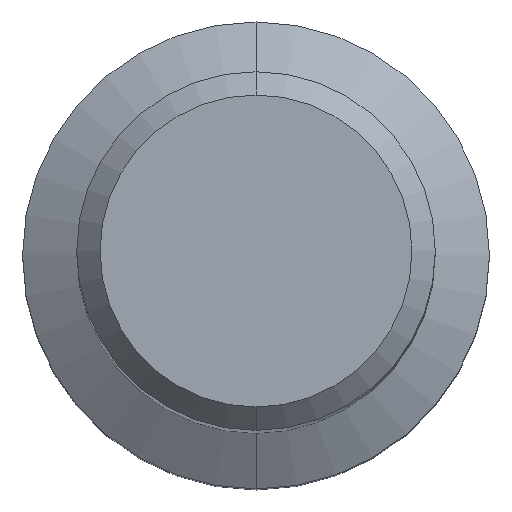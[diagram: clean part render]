
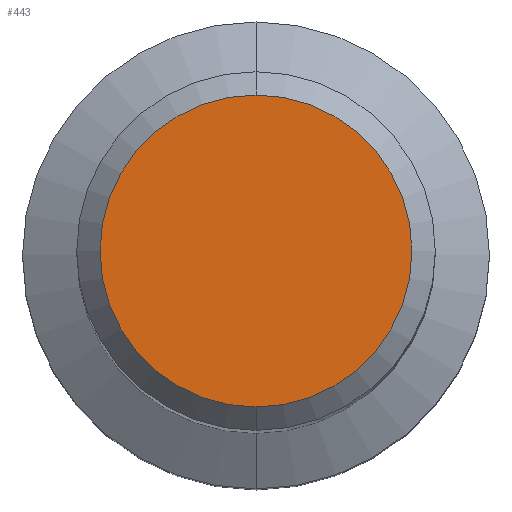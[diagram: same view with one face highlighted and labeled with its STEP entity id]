
A CAD part, top view. The second image highlights one B-rep face of the part: STEP entity #443.
In plain terms, the highlighted planar face has unit normal (0, 0, 1).
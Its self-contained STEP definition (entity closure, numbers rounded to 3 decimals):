
#421=VERTEX_POINT('',#826);
#443=ADVANCED_FACE('',(#848),#849,.T.);
#527=VERTEX_POINT('',#945);
#551=EDGE_CURVE('',#527,#421,#973,.T.);
#563=EDGE_CURVE('',#421,#527,#987,.T.);
#826=CARTESIAN_POINT('',(0.0,5.302,0.0));
#848=FACE_OUTER_BOUND('',#1540,.T.);
#849=PLANE('',#1541);
#945=CARTESIAN_POINT('',(0.,-5.302,0.0));
#973=CIRCLE('',#1780,5.302);
#987=CIRCLE('',#1795,5.302);
#1540=EDGE_LOOP('',(#2069,#2070));
#1541=AXIS2_PLACEMENT_3D('',#2071,#2072,#2073);
#1780=AXIS2_PLACEMENT_3D('',#2261,#2262,#2263);
#1795=AXIS2_PLACEMENT_3D('',#2272,#2273,#2274);
#2069=ORIENTED_EDGE('',*,*,#563,.F.);
#2070=ORIENTED_EDGE('',*,*,#551,.F.);
#2071=CARTESIAN_POINT('',(0.0,2.651,0.0));
#2072=DIRECTION('',(-0.0,0.0,1.0));
#2073=DIRECTION('',(0.0,-1.0,0.0));
#2261=CARTESIAN_POINT('',(0.0,0.0,0.0));
#2262=DIRECTION('',(0.0,0.0,-1.0));
#2263=DIRECTION('',(0.0,1.0,0.0));
#2272=CARTESIAN_POINT('',(0.0,0.0,0.0));
#2273=DIRECTION('',(0.0,0.0,-1.0));
#2274=DIRECTION('',(0.0,1.0,0.0));
